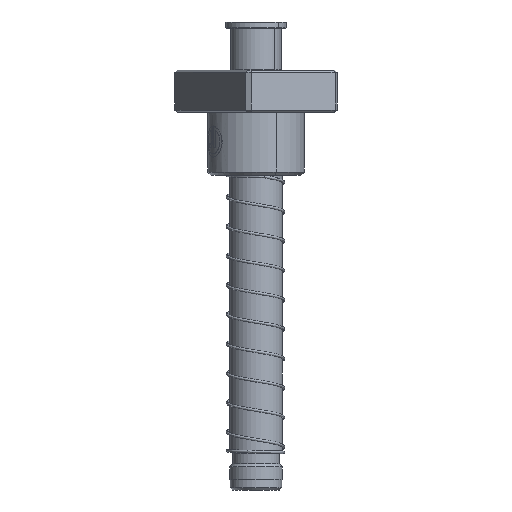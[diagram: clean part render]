
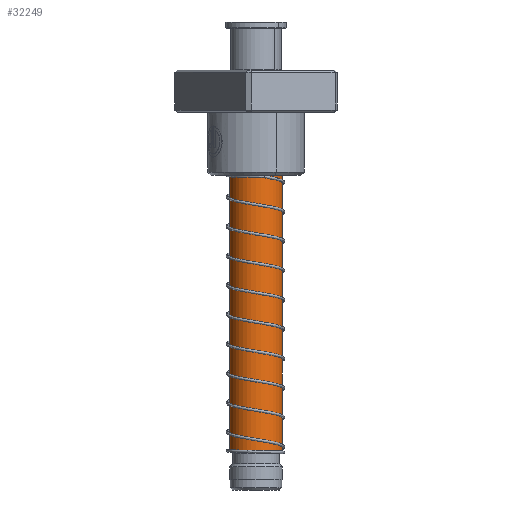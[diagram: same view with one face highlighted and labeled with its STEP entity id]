
A CAD part, front view. The second image highlights one B-rep face of the part: STEP entity #32249.
In plain terms, the highlighted cylindrical face has radius 12.5 mm (diameter 25 mm), a partial arc.
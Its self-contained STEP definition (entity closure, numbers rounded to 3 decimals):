
#209 = ORIENTED_EDGE ( 'NONE', *, *, #22335, .T. ) ;
#4732 = EDGE_CURVE ( 'NONE', #37486, #9887, #21761, .T. ) ;
#5599 = DIRECTION ( 'NONE',  ( -1., 0., 0. ) ) ;
#5732 = FACE_OUTER_BOUND ( 'NONE', #31510, .T. ) ;
#5824 = LINE ( 'NONE', #19454, #21189 ) ;
#7955 = VERTEX_POINT ( 'NONE', #10264 ) ;
#8811 = CIRCLE ( 'NONE', #15493, 12.5 ) ;
#9053 = DIRECTION ( 'NONE',  ( 0., 0., -1. ) ) ;
#9887 = VERTEX_POINT ( 'NONE', #24001 ) ;
#10264 = CARTESIAN_POINT ( 'NONE',  ( -12.5, 0., 197.5 ) ) ;
#12104 = ORIENTED_EDGE ( 'NONE', *, *, #41506, .F. ) ;
#13698 = DIRECTION ( 'NONE',  ( 0., 0., -1. ) ) ;
#15257 = EDGE_CURVE ( 'NONE', #7955, #23190, #5824, .T. ) ;
#15493 = AXIS2_PLACEMENT_3D ( 'NONE', #36405, #32725, #32873 ) ;
#17653 = AXIS2_PLACEMENT_3D ( 'NONE', #41488, #13698, #39257 ) ;
#18592 = CARTESIAN_POINT ( 'NONE',  ( -12.5, 0., 19. ) ) ;
#19454 = CARTESIAN_POINT ( 'NONE',  ( -12.5, 0., 200. ) ) ;
#21189 = VECTOR ( 'NONE', #23140, 1000. ) ;
#21761 = LINE ( 'NONE', #40685, #42629 ) ;
#22188 = AXIS2_PLACEMENT_3D ( 'NONE', #40927, #26661, #5599 ) ;
#22335 = EDGE_CURVE ( 'NONE', #37486, #7955, #40064, .T. ) ;
#22386 = CARTESIAN_POINT ( 'NONE',  ( 12.5, 0., 197.5 ) ) ;
#23140 = DIRECTION ( 'NONE',  ( 0., 0., -1. ) ) ;
#23190 = VERTEX_POINT ( 'NONE', #18592 ) ;
#24001 = CARTESIAN_POINT ( 'NONE',  ( 12.5, 0., 19. ) ) ;
#26661 = DIRECTION ( 'NONE',  ( 0., 0., -1. ) ) ;
#27177 = CYLINDRICAL_SURFACE ( 'NONE', #22188, 12.5 ) ;
#31510 = EDGE_LOOP ( 'NONE', ( #43658, #209, #43747, #12104 ) ) ;
#32249 = ADVANCED_FACE ( 'NONE', ( #5732 ), #27177, .T. ) ;
#32725 = DIRECTION ( 'NONE',  ( 0., 0., -1. ) ) ;
#32873 = DIRECTION ( 'NONE',  ( -1., 0., 0. ) ) ;
#36405 = CARTESIAN_POINT ( 'NONE',  ( 0., 0., 19. ) ) ;
#37486 = VERTEX_POINT ( 'NONE', #22386 ) ;
#39257 = DIRECTION ( 'NONE',  ( 1., 0., 0. ) ) ;
#40064 = CIRCLE ( 'NONE', #17653, 12.5 ) ;
#40685 = CARTESIAN_POINT ( 'NONE',  ( 12.5, 0., 200. ) ) ;
#40927 = CARTESIAN_POINT ( 'NONE',  ( 0., 0., 200. ) ) ;
#41488 = CARTESIAN_POINT ( 'NONE',  ( 0., 0., 197.5 ) ) ;
#41506 = EDGE_CURVE ( 'NONE', #9887, #23190, #8811, .T. ) ;
#42629 = VECTOR ( 'NONE', #9053, 1000. ) ;
#43658 = ORIENTED_EDGE ( 'NONE', *, *, #4732, .F. ) ;
#43747 = ORIENTED_EDGE ( 'NONE', *, *, #15257, .T. ) ;
